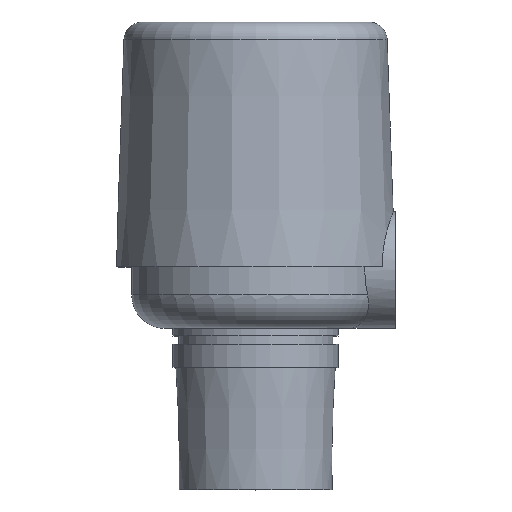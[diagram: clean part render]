
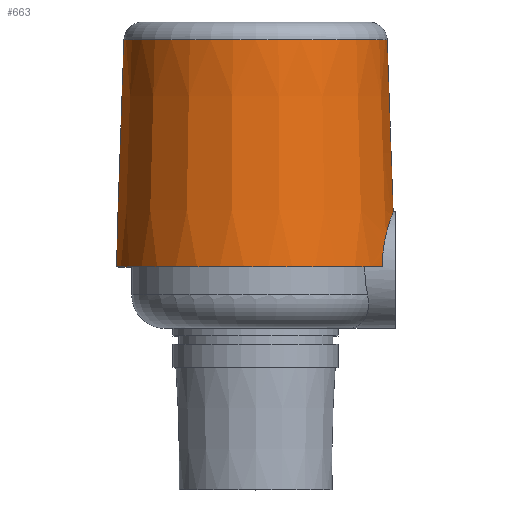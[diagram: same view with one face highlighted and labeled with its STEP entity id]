
A CAD part, top view. The second image highlights one B-rep face of the part: STEP entity #663.
In plain terms, the highlighted conical face has half-angle 2 degrees and reference radius 23.577 mm.
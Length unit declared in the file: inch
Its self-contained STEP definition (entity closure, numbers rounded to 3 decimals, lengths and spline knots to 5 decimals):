
#59=LINE('',#1138,#75);
#75=VECTOR('',#882,0.92824);
#91=CONICAL_SURFACE('',#754,0.92824,0.035);
#97=FACE_OUTER_BOUND('',#136,.T.);
#136=EDGE_LOOP('',(#439,#440,#441,#442,#443,#444,#445));
#186=B_SPLINE_CURVE_WITH_KNOTS('',3,(#1140,#1141,#1142,#1143,#1144,#1145,
#1146,#1147,#1148,#1149),.UNSPECIFIED.,.F.,.F.,(4,2,2,2,4),(0.04086,
0.38246,0.76492,1.14866,1.5324),
 .UNSPECIFIED.);
#187=B_SPLINE_CURVE_WITH_KNOTS('',3,(#1152,#1153,#1154,#1155,#1156,#1157,
#1158,#1159,#1160,#1161),.UNSPECIFIED.,.F.,.F.,(4,2,2,2,4),(1.5324,
1.91613,2.29987,2.68233,3.02393),
 .UNSPECIFIED.);
#202=CIRCLE('',#751,0.90312);
#203=CIRCLE('',#752,0.90312);
#205=CIRCLE('',#755,0.95757);
#272=VERTEX_POINT('',#1130);
#273=VERTEX_POINT('',#1132);
#274=VERTEX_POINT('',#1137);
#275=VERTEX_POINT('',#1139);
#276=VERTEX_POINT('',#1150);
#341=EDGE_CURVE('',#272,#273,#202,.T.);
#342=EDGE_CURVE('',#273,#272,#203,.T.);
#344=EDGE_CURVE('',#272,#274,#59,.T.);
#345=EDGE_CURVE('',#275,#274,#186,.T.);
#346=EDGE_CURVE('',#275,#276,#205,.T.);
#347=EDGE_CURVE('',#274,#276,#187,.T.);
#439=ORIENTED_EDGE('',*,*,#342,.F.);
#440=ORIENTED_EDGE('',*,*,#341,.F.);
#441=ORIENTED_EDGE('',*,*,#344,.T.);
#442=ORIENTED_EDGE('',*,*,#345,.F.);
#443=ORIENTED_EDGE('',*,*,#346,.T.);
#444=ORIENTED_EDGE('',*,*,#347,.F.);
#445=ORIENTED_EDGE('',*,*,#344,.F.);
#663=ADVANCED_FACE('',(#97),#91,.T.);
#751=AXIS2_PLACEMENT_3D('',#1133,#874,#875);
#752=AXIS2_PLACEMENT_3D('',#1134,#876,#877);
#754=AXIS2_PLACEMENT_3D('',#1136,#880,#881);
#755=AXIS2_PLACEMENT_3D('',#1151,#883,#884);
#874=DIRECTION('center_axis',(0.,1.,0.));
#875=DIRECTION('ref_axis',(0.,0.,-1.));
#876=DIRECTION('center_axis',(0.,1.,0.));
#877=DIRECTION('ref_axis',(0.,0.,-1.));
#880=DIRECTION('center_axis',(0.,-1.,0.));
#881=DIRECTION('ref_axis',(0.,0.,1.));
#882=DIRECTION('',(0.,-0.999,-0.035));
#883=DIRECTION('center_axis',(0.,1.,0.));
#884=DIRECTION('ref_axis',(1.,0.,0.));
#1130=CARTESIAN_POINT('',(0.,2.08936,-0.90312));
#1132=CARTESIAN_POINT('',(0.,2.08936,0.90312));
#1133=CARTESIAN_POINT('Origin',(0.,2.08936,
0.));
#1134=CARTESIAN_POINT('Origin',(0.,2.08936,
0.));
#1136=CARTESIAN_POINT('Origin',(0.,1.37,0.));
#1137=CARTESIAN_POINT('',(0.,0.908,-0.94437));
#1138=CARTESIAN_POINT('',(0.,1.37,-0.92824));
#1139=CARTESIAN_POINT('',(-0.39939,0.53,-0.87031));
#1140=CARTESIAN_POINT('Ctrl Pts',(-0.39939,0.53,-0.87031));
#1141=CARTESIAN_POINT('Ctrl Pts',(-0.3969,0.57529,
-0.86971));
#1142=CARTESIAN_POINT('Ctrl Pts',(-0.38622,0.62225,
-0.87293));
#1143=CARTESIAN_POINT('Ctrl Pts',(-0.3469,0.71401,
-0.8859));
#1144=CARTESIAN_POINT('Ctrl Pts',(-0.31618,0.75792,
-0.89617));
#1145=CARTESIAN_POINT('Ctrl Pts',(-0.24597,0.82728,
-0.91542));
#1146=CARTESIAN_POINT('Ctrl Pts',(-0.20154,0.85754,
-0.92574));
#1147=CARTESIAN_POINT('Ctrl Pts',(-0.10376,0.89791,
-0.94031));
#1148=CARTESIAN_POINT('Ctrl Pts',(-0.05036,0.908,-0.94437));
#1149=CARTESIAN_POINT('Ctrl Pts',(0.,0.908,-0.94437));
#1150=CARTESIAN_POINT('',(0.39939,0.53,-0.87031));
#1151=CARTESIAN_POINT('Origin',(0.,0.53,0.));
#1152=CARTESIAN_POINT('Ctrl Pts',(0.,0.908,-0.94437));
#1153=CARTESIAN_POINT('Ctrl Pts',(0.05036,0.908,-0.94437));
#1154=CARTESIAN_POINT('Ctrl Pts',(0.10376,0.89791,-0.94031));
#1155=CARTESIAN_POINT('Ctrl Pts',(0.20154,0.85754,-0.92574));
#1156=CARTESIAN_POINT('Ctrl Pts',(0.24597,0.82728,-0.91542));
#1157=CARTESIAN_POINT('Ctrl Pts',(0.31618,0.75792,-0.89617));
#1158=CARTESIAN_POINT('Ctrl Pts',(0.3469,0.71401,-0.8859));
#1159=CARTESIAN_POINT('Ctrl Pts',(0.38622,0.62225,-0.87293));
#1160=CARTESIAN_POINT('Ctrl Pts',(0.3969,0.57529,-0.86971));
#1161=CARTESIAN_POINT('Ctrl Pts',(0.39939,0.53,-0.87031));
